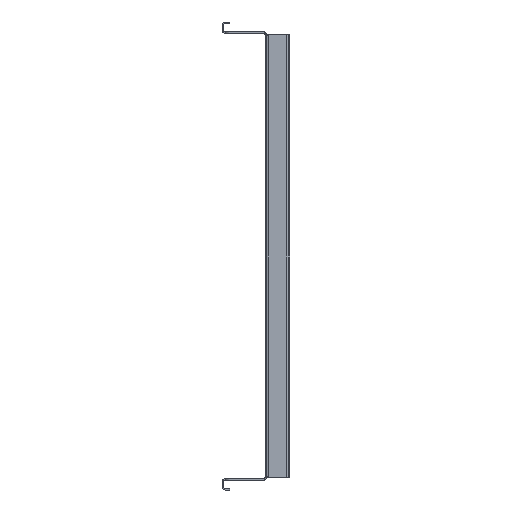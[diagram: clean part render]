
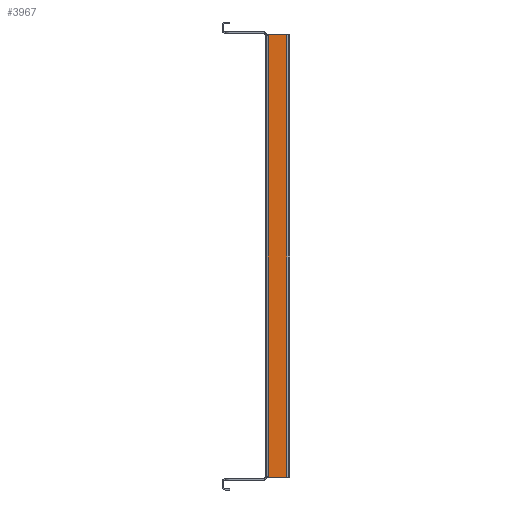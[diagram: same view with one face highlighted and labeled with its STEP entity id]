
A CAD part, left-side view. The second image highlights one B-rep face of the part: STEP entity #3967.
In plain terms, the highlighted planar face has unit normal (-1, 0, 0).
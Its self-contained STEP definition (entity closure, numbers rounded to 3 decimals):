
#702 = CARTESIAN_POINT ( 'NONE',  ( -430., -4., 0. ) ) ;
#1436 = VECTOR ( 'NONE', #11738, 1000. ) ;
#2382 = EDGE_CURVE ( 'NONE', #11957, #15322, #13706, .T. ) ;
#3967 = ADVANCED_FACE ( 'NONE', ( #8649 ), #23418, .T. ) ;
#4094 = CARTESIAN_POINT ( 'NONE',  ( -430., 0., -293. ) ) ;
#4625 = DIRECTION ( 'NONE',  ( 0., -1., 0. ) ) ;
#4689 = ORIENTED_EDGE ( 'NONE', *, *, #13104, .T. ) ;
#5093 = VECTOR ( 'NONE', #17917, 1000. ) ;
#6023 = VERTEX_POINT ( 'NONE', #10683 ) ;
#6155 = LINE ( 'NONE', #13698, #1436 ) ;
#7494 = DIRECTION ( 'NONE',  ( 0., 1., 0. ) ) ;
#7746 = VERTEX_POINT ( 'NONE', #22937 ) ;
#8649 = FACE_OUTER_BOUND ( 'NONE', #20378, .T. ) ;
#9972 = ORIENTED_EDGE ( 'NONE', *, *, #2382, .T. ) ;
#10683 = CARTESIAN_POINT ( 'NONE',  ( -430., -4., 293. ) ) ;
#10893 = LINE ( 'NONE', #11245, #16784 ) ;
#11245 = CARTESIAN_POINT ( 'NONE',  ( -430., 0., 293. ) ) ;
#11738 = DIRECTION ( 'NONE',  ( 0., 0., 1. ) ) ;
#11857 = EDGE_CURVE ( 'NONE', #7746, #6023, #10893, .T. ) ;
#11957 = VERTEX_POINT ( 'NONE', #12839 ) ;
#12393 = DIRECTION ( 'NONE',  ( -1., 0., 0. ) ) ;
#12839 = CARTESIAN_POINT ( 'NONE',  ( -430., -4., -293. ) ) ;
#13104 = EDGE_CURVE ( 'NONE', #6023, #11957, #17554, .T. ) ;
#13698 = CARTESIAN_POINT ( 'NONE',  ( -430., -29., -293. ) ) ;
#13706 = LINE ( 'NONE', #4094, #18802 ) ;
#15322 = VERTEX_POINT ( 'NONE', #17588 ) ;
#16784 = VECTOR ( 'NONE', #7494, 1000. ) ;
#16902 = AXIS2_PLACEMENT_3D ( 'NONE', #21707, #12393, #4625 ) ;
#17554 = LINE ( 'NONE', #702, #5093 ) ;
#17588 = CARTESIAN_POINT ( 'NONE',  ( -430., -29., -293. ) ) ;
#17917 = DIRECTION ( 'NONE',  ( 0., 0., -1. ) ) ;
#18802 = VECTOR ( 'NONE', #19229, 1000. ) ;
#19229 = DIRECTION ( 'NONE',  ( 0., -1., 0. ) ) ;
#20378 = EDGE_LOOP ( 'NONE', ( #9972, #23023, #24043, #4689 ) ) ;
#21707 = CARTESIAN_POINT ( 'NONE',  ( -430., 0., 0. ) ) ;
#22476 = EDGE_CURVE ( 'NONE', #15322, #7746, #6155, .T. ) ;
#22937 = CARTESIAN_POINT ( 'NONE',  ( -430., -29., 293. ) ) ;
#23023 = ORIENTED_EDGE ( 'NONE', *, *, #22476, .T. ) ;
#23418 = PLANE ( 'NONE',  #16902 ) ;
#24043 = ORIENTED_EDGE ( 'NONE', *, *, #11857, .T. ) ;
